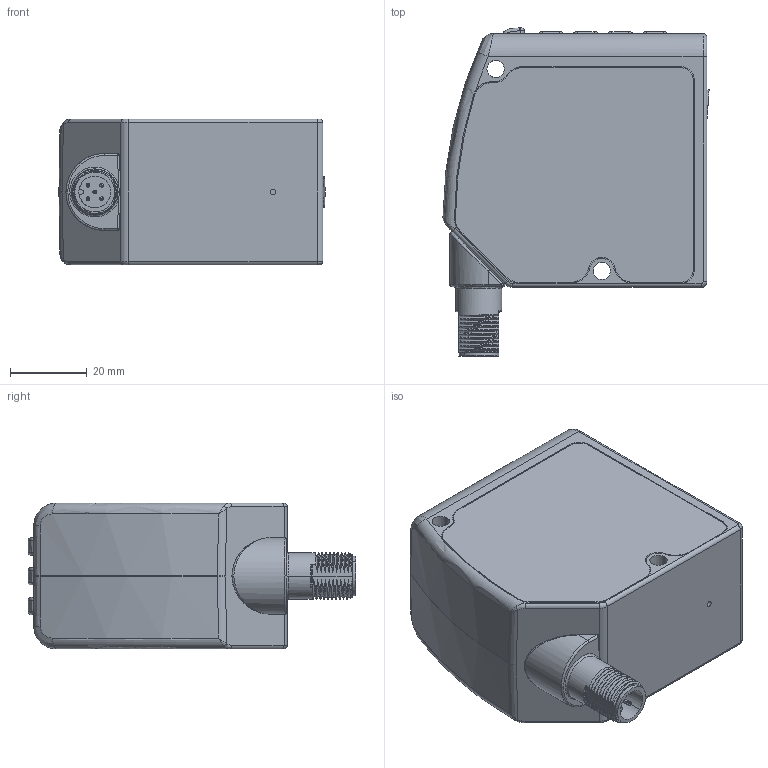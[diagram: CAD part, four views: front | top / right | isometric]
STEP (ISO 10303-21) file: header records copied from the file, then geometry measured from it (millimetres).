
FILE_DESCRIPTION((''),'2;1');
FILE_NAME('186337_ASM','2019-12-14T00:16:14',('PDMAdmin'),('BANNER ENGINEERING'),'CREO PARAMETRIC BY PTC INC, 2019292','CREO PARAMETRIC BY PTC INC, 2019292','');
FILE_SCHEMA(('CONFIG_CONTROL_DESIGN'));
Products named in the file (23): 184310_AF0; 164928_AF1; 164938; 164927; 164928_AF0_ASM; 164133_AF1; 137080_AF0; 164133_AF0_ASM; 166178_AF1; DWAMP_RTRI_SWITCH_KMR2; 108873; 147043; 166178_AF0_ASM; 172161; 164943_9MM_SPACE; 172975_TOF_AF0_ASM; 172484; 172475; 164919_AF1; 41089; 43713_AF0; 164919_AF0_ASM; 186337_ASM
Assembly tree (26 placements, depth 4):
  186337_ASM
    184310_AF0
    172975_TOF_AF0_ASM
      164928_AF0_ASM
        164928_AF1
        164938
        164927
      164133_AF0_ASM
        164133_AF1
        137080_AF0
      166178_AF0_ASM
        166178_AF1
        DWAMP_RTRI_SWITCH_KMR2  x4
        108873  x2
        147043
      172161
      164943_9MM_SPACE
    172484
    172475
    164919_AF0_ASM
      164919_AF1
      41089
      43713_AF0
Bounding box: 69.27 x 85.37 x 38 mm (x, y, z)
Volume: 36994.2 mm3; surface area: 46452.2 mm2
Topology: 21 solids, 22 shells, 2452 faces, 6133 edges, 3769 vertices
Faces by surface type: plane 1027, cylinder 778, bspline 262, cone 219, torus 111, sphere 28, extrusion 27
Entity records: 89300 total; most frequent: CARTESIAN_POINT 36760, ORIENTED_EDGE 11070, DIRECTION 10695, EDGE_CURVE 5537, AXIS2_PLACEMENT_3D 3791, VERTEX_POINT 3405, VECTOR 3113, LINE 3086
